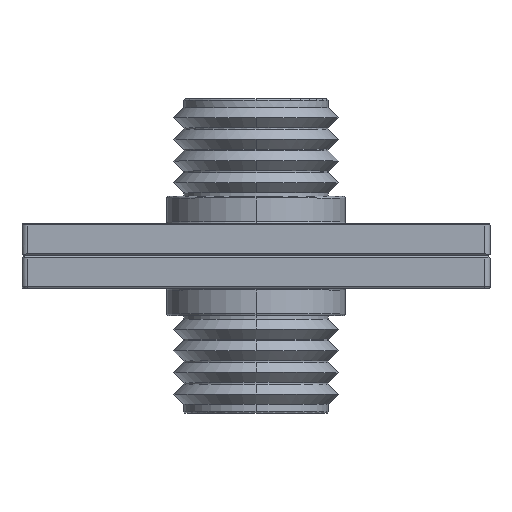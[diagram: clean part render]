
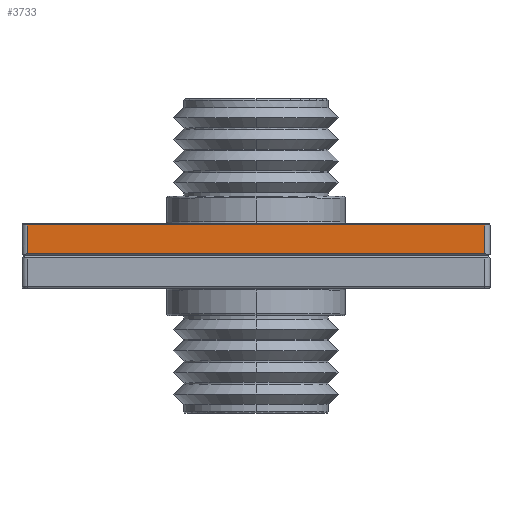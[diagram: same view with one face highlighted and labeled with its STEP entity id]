
A CAD part, top view. The second image highlights one B-rep face of the part: STEP entity #3733.
In plain terms, the highlighted planar face has unit normal (0, 0, 1).
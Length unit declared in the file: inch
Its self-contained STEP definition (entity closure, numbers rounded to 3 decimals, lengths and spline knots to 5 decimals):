
#1000 = LINE ( 'NONE', #1032, #1031 ) ;
#1001 = CARTESIAN_POINT ( 'NONE',  ( 0.4225, 0.004, 0.1825 ) ) ;
#1029 = CARTESIAN_POINT ( 'NONE',  ( -0.4225, 0.004, 0.1825 ) ) ;
#1030 = DIRECTION ( 'NONE',  ( 1., 0., 0. ) ) ;
#1031 = VECTOR ( 'NONE', #1030, 39.37008 ) ;
#1032 = CARTESIAN_POINT ( 'NONE',  ( -0.43254, 0.004, 0.1825 ) ) ;
#1082 = PLANE ( 'NONE',  #1133 ) ;
#1083 = FACE_OUTER_BOUND ( 'NONE', #3734, .T. ) ;
#1116 = DIRECTION ( 'NONE',  ( 0., -1., 0. ) ) ;
#1117 = VECTOR ( 'NONE', #1116, 39.37008 ) ;
#1118 = CARTESIAN_POINT ( 'NONE',  ( -0.4225, 0.06, 0.1825 ) ) ;
#1119 = LINE ( 'NONE', #1118, #1117 ) ;
#1120 = CARTESIAN_POINT ( 'NONE',  ( -0.4225, 0.057, 0.1825 ) ) ;
#1121 = DIRECTION ( 'NONE',  ( -1., 0., 0. ) ) ;
#1122 = VECTOR ( 'NONE', #1121, 39.37008 ) ;
#1123 = CARTESIAN_POINT ( 'NONE',  ( -0.4225, 0.057, 0.1825 ) ) ;
#1124 = LINE ( 'NONE', #1123, #1122 ) ;
#1125 = CARTESIAN_POINT ( 'NONE',  ( 0.4225, 0.057, 0.1825 ) ) ;
#1126 = DIRECTION ( 'NONE',  ( 0., 1., 0. ) ) ;
#1127 = VECTOR ( 'NONE', #1126, 39.37008 ) ;
#1128 = CARTESIAN_POINT ( 'NONE',  ( 0.4225, 0.06, 0.1825 ) ) ;
#1129 = LINE ( 'NONE', #1128, #1127 ) ;
#1130 = DIRECTION ( 'NONE',  ( -1., 0., 0. ) ) ;
#1131 = DIRECTION ( 'NONE',  ( 0., 0., -1. ) ) ;
#1132 = CARTESIAN_POINT ( 'NONE',  ( -0.4325, 0.06, 0.1825 ) ) ;
#1133 = AXIS2_PLACEMENT_3D ( 'NONE', #1132, #1131, #1130 ) ;
#3677 = VERTEX_POINT ( 'NONE', #1001 ) ;
#3679 = EDGE_CURVE ( 'NONE', #3680, #3677, #1000, .T. ) ;
#3680 = VERTEX_POINT ( 'NONE', #1029 ) ;
#3715 = ORIENTED_EDGE ( 'NONE', *, *, #3679, .T. ) ;
#3733 = ADVANCED_FACE ( 'NONE', ( #1083 ), #1082, .F. ) ;
#3734 = EDGE_LOOP ( 'NONE', ( #3735, #3738, #3741, #3715 ) ) ;
#3735 = ORIENTED_EDGE ( 'NONE', *, *, #3736, .T. ) ;
#3736 = EDGE_CURVE ( 'NONE', #3677, #3737, #1129, .T. ) ;
#3737 = VERTEX_POINT ( 'NONE', #1125 ) ;
#3738 = ORIENTED_EDGE ( 'NONE', *, *, #3739, .T. ) ;
#3739 = EDGE_CURVE ( 'NONE', #3737, #3740, #1124, .T. ) ;
#3740 = VERTEX_POINT ( 'NONE', #1120 ) ;
#3741 = ORIENTED_EDGE ( 'NONE', *, *, #3742, .T. ) ;
#3742 = EDGE_CURVE ( 'NONE', #3740, #3680, #1119, .T. ) ;
